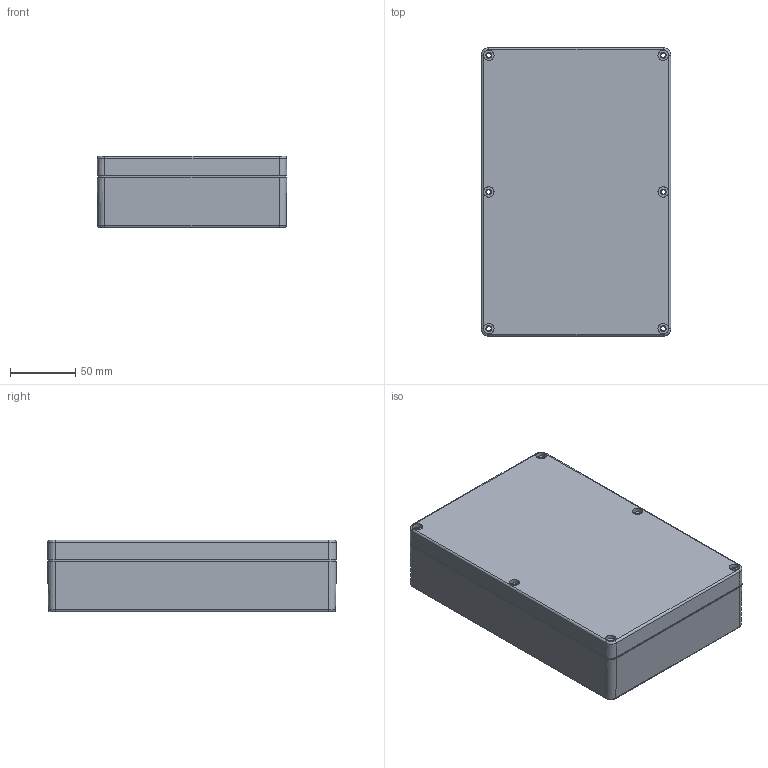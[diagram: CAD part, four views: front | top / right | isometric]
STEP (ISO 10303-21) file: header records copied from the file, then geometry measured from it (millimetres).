
FILE_DESCRIPTION (( 'STEP AP203' ), '1' );
FILE_NAME ('G218-IP67 G317-IP67.STEP', '2018-10-15T05:41:45', ( '' ), ( '' ), 'SwSTEP 2.0', 'SolidWorks 2014', '' );
FILE_SCHEMA (( 'CONFIG_CONTROL_DESIGN' ));
Length unit declared in the file: millimetre
Products named in the file (4): G218-BASE; G218-COVER; G218-COVER-GASKET; G218-IP67 G317-IP67
Assembly tree (3 placements, depth 2):
  G218-IP67 G317-IP67
    G218-BASE
    G218-COVER
    G218-COVER-GASKET
Bounding box: 146 x 222 x 55 mm (x, y, z)
Volume: 331354.2 mm3; surface area: 228773.1 mm2
Topology: 3 solids, 3 shells, 719 faces, 1905 edges, 1234 vertices
Faces by surface type: plane 308, cylinder 234, cone 169, torus 8
Entity records: 27223 total; most frequent: CARTESIAN_POINT 9290, ORIENTED_EDGE 3774, DIRECTION 3477, EDGE_CURVE 1887, AXIS2_PLACEMENT_3D 1273, VERTEX_POINT 1234, VECTOR 931, LINE 931
